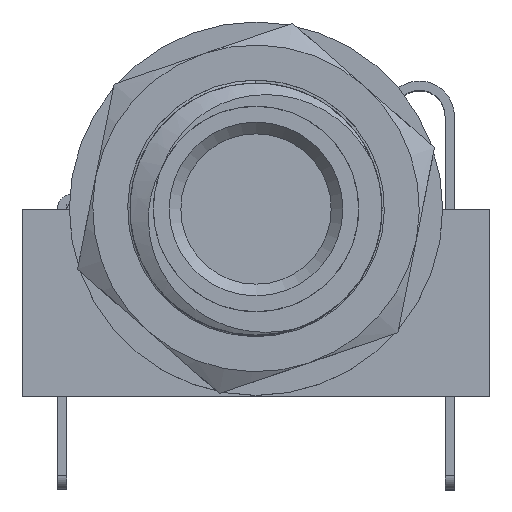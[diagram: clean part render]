
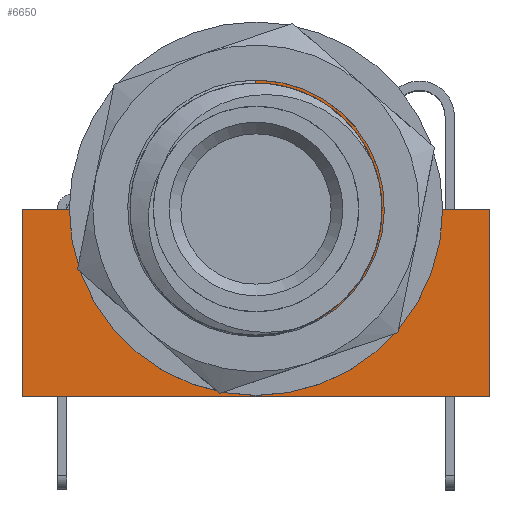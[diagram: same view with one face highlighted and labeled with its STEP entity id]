
A CAD part, top view. The second image highlights one B-rep face of the part: STEP entity #6650.
In plain terms, the highlighted planar face has unit normal (0, 0, 1).
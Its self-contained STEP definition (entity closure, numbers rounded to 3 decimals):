
#114=CARTESIAN_POINT('',(1.708,2.877,0.0));
#115=VERTEX_POINT('',#114);
#150=CARTESIAN_POINT('',(0.,13.4,0.0));
#151=VERTEX_POINT('',#150);
#811=CARTESIAN_POINT('',(0.,13.7,0.0));
#812=VERTEX_POINT('',#811);
#813=CARTESIAN_POINT('',(0.,13.7,0.0));
#814=DIRECTION('',(0.0,-1.0,0.0));
#815=VECTOR('',#814,0.3);
#816=LINE('',#813,#815);
#817=EDGE_CURVE('',#812,#151,#816,.T.);
#1507=CARTESIAN_POINT('',(4.86,5.021,0.));
#1508=VERTEX_POINT('',#1507);
#1509=CARTESIAN_POINT('',(0.0,8.,0.0));
#1510=DIRECTION('',(0.0,0.0,-1.0));
#1511=DIRECTION('',(0.0,1.0,0.0));
#1512=AXIS2_PLACEMENT_3D('',#1509,#1510,#1511);
#1513=CIRCLE('',#1512,5.7);
#1514=EDGE_CURVE('',#1508,#812,#1513,.T.);
#1567=CARTESIAN_POINT('',(1.706,2.875,0.));
#1568=CARTESIAN_POINT('',(2.962,3.193,0.));
#1569=CARTESIAN_POINT('',(4.098,3.966,0.));
#1570=CARTESIAN_POINT('',(4.86,5.021,0.));
#1571=B_SPLINE_CURVE_WITH_KNOTS('',3,(#1567,#1568,#1569,#1570),.UNSPECIFIED.,.F.,.U.,(4,4),(1.147,1.535),.UNSPECIFIED.);
#1572=EDGE_CURVE('',#115,#1508,#1571,.T.);
#1610=CARTESIAN_POINT('',(0.0,8.,0.0));
#1611=DIRECTION('',(0.0,0.0,-1.0));
#1612=DIRECTION('',(-1.0,0.0,0.0));
#1613=AXIS2_PLACEMENT_3D('',#1610,#1611,#1612);
#1614=CIRCLE('',#1613,5.4);
#1615=EDGE_CURVE('',#151,#115,#1614,.T.);
#3214=CARTESIAN_POINT('',(-10.0,8.0,0.0));
#3215=VERTEX_POINT('',#3214);
#3222=CARTESIAN_POINT('',(-7.3,8.,0.0));
#3223=VERTEX_POINT('',#3222);
#3224=CARTESIAN_POINT('',(-10.0,8.0,0.0));
#3225=DIRECTION('',(1.0,0.0,0.0));
#3226=VECTOR('',#3225,2.7);
#3227=LINE('',#3224,#3226);
#3228=EDGE_CURVE('',#3215,#3223,#3227,.T.);
#5591=CARTESIAN_POINT('',(10.0,8.,0.0));
#5592=VERTEX_POINT('',#5591);
#5599=CARTESIAN_POINT('',(10.0,0.,0.0));
#5600=VERTEX_POINT('',#5599);
#5601=CARTESIAN_POINT('',(10.0,8.,0.0));
#5602=DIRECTION('',(0.0,-1.0,0.0));
#5603=VECTOR('',#5602,8.);
#5604=LINE('',#5601,#5603);
#5605=EDGE_CURVE('',#5592,#5600,#5604,.T.);
#5732=CARTESIAN_POINT('',(-10.0,0.0,0.0));
#5733=VERTEX_POINT('',#5732);
#5734=CARTESIAN_POINT('',(10.0,0.,0.0));
#5735=DIRECTION('',(-1.0,0.0,0.0));
#5736=VECTOR('',#5735,20.0);
#5737=LINE('',#5734,#5736);
#5738=EDGE_CURVE('',#5600,#5733,#5737,.T.);
#6264=CARTESIAN_POINT('',(-10.0,0.0,0.0));
#6265=DIRECTION('',(0.0,1.0,0.0));
#6266=VECTOR('',#6265,8.0);
#6267=LINE('',#6264,#6266);
#6268=EDGE_CURVE('',#5733,#3215,#6267,.T.);
#6395=CARTESIAN_POINT('',(7.3,8.,0.0));
#6396=VERTEX_POINT('',#6395);
#6403=CARTESIAN_POINT('',(7.3,8.,0.0));
#6404=DIRECTION('',(1.0,0.0,0.0));
#6405=VECTOR('',#6404,2.7);
#6406=LINE('',#6403,#6405);
#6407=EDGE_CURVE('',#6396,#5592,#6406,.T.);
#6586=CARTESIAN_POINT('',(0.0,8.,0.0));
#6587=DIRECTION('',(0.0,0.0,-1.0));
#6588=DIRECTION('',(-1.0,0.0,0.0));
#6589=AXIS2_PLACEMENT_3D('',#6586,#6587,#6588);
#6590=CIRCLE('',#6589,7.3);
#6591=EDGE_CURVE('',#3223,#6396,#6590,.T.);
#6631=CARTESIAN_POINT('',(0.,4.,0.0));
#6632=DIRECTION('',(0.0,0.0,1.0));
#6633=DIRECTION('',(1.0,0.0,0.0));
#6634=AXIS2_PLACEMENT_3D('',#6631,#6632,#6633);
#6635=PLANE('',#6634);
#6636=ORIENTED_EDGE('',*,*,#3228,.F.);
#6637=ORIENTED_EDGE('',*,*,#6268,.F.);
#6638=ORIENTED_EDGE('',*,*,#5738,.F.);
#6639=ORIENTED_EDGE('',*,*,#5605,.F.);
#6640=ORIENTED_EDGE('',*,*,#6407,.F.);
#6641=ORIENTED_EDGE('',*,*,#6591,.F.);
#6642=EDGE_LOOP('',(#6636,#6637,#6638,#6639,#6640,#6641));
#6643=FACE_OUTER_BOUND('',#6642,.T.);
#6644=ORIENTED_EDGE('',*,*,#817,.T.);
#6645=ORIENTED_EDGE('',*,*,#1615,.T.);
#6646=ORIENTED_EDGE('',*,*,#1572,.T.);
#6647=ORIENTED_EDGE('',*,*,#1514,.T.);
#6648=EDGE_LOOP('',(#6644,#6645,#6646,#6647));
#6649=FACE_BOUND('',#6648,.T.);
#6650=ADVANCED_FACE('',(#6643,#6649),#6635,.T.);
